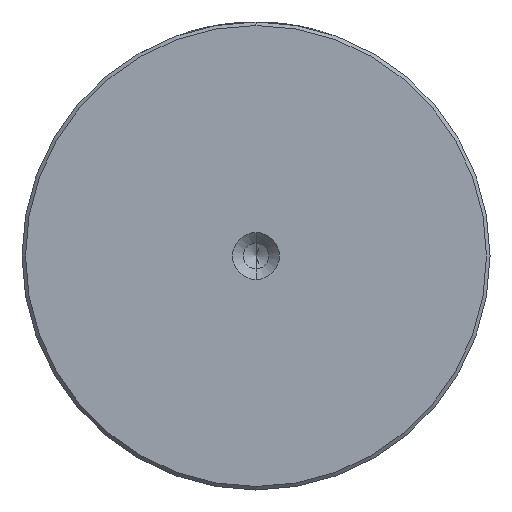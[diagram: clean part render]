
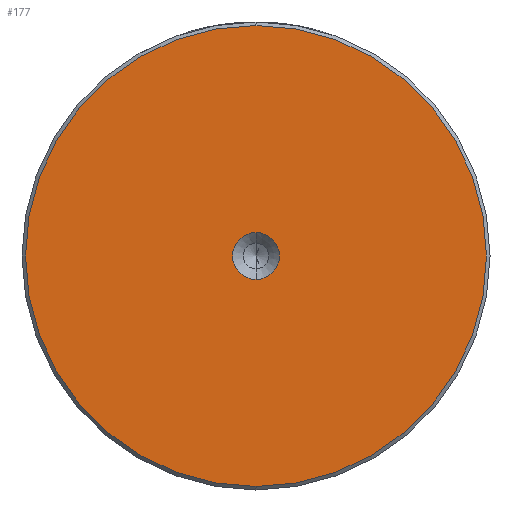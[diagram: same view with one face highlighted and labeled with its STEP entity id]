
A CAD part, left-side view. The second image highlights one B-rep face of the part: STEP entity #177.
In plain terms, the highlighted planar face has unit normal (-1, 0, 0).
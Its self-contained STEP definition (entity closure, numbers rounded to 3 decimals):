
#74 = AXIS2_PLACEMENT_3D ( 'NONE', #2351, #1021, #2579 ) ;
#177 = ADVANCED_FACE ( 'NONE', ( #310, #242 ), #2082, .T. ) ;
#242 = FACE_BOUND ( 'NONE', #2861, .T. ) ;
#269 = VERTEX_POINT ( 'NONE', #2705 ) ;
#310 = FACE_OUTER_BOUND ( 'NONE', #443, .T. ) ;
#338 = VERTEX_POINT ( 'NONE', #1662 ) ;
#388 = CARTESIAN_POINT ( 'NONE',  ( 0., 0., 3.3 ) ) ;
#397 = CIRCLE ( 'NONE', #74, 32.5 ) ;
#443 = EDGE_LOOP ( 'NONE', ( #1034, #1836 ) ) ;
#450 = CARTESIAN_POINT ( 'NONE',  ( 0., 0., 32.5 ) ) ;
#586 = CARTESIAN_POINT ( 'NONE',  ( 0., 0., 0. ) ) ;
#623 = AXIS2_PLACEMENT_3D ( 'NONE', #586, #2160, #814 ) ;
#713 = ORIENTED_EDGE ( 'NONE', *, *, #2564, .F. ) ;
#772 = EDGE_CURVE ( 'NONE', #338, #2089, #2064, .T. ) ;
#812 = DIRECTION ( 'NONE',  ( -1., 0., 0. ) ) ;
#814 = DIRECTION ( 'NONE',  ( 0., 0., 1. ) ) ;
#1021 = DIRECTION ( 'NONE',  ( -1., 0., 0. ) ) ;
#1034 = ORIENTED_EDGE ( 'NONE', *, *, #772, .T. ) ;
#1035 = CARTESIAN_POINT ( 'NONE',  ( 0., 0., 0. ) ) ;
#1192 = AXIS2_PLACEMENT_3D ( 'NONE', #2155, #812, #2379 ) ;
#1261 = DIRECTION ( 'NONE',  ( 0., 0., 1. ) ) ;
#1343 = EDGE_CURVE ( 'NONE', #269, #2698, #2559, .T. ) ;
#1425 = AXIS2_PLACEMENT_3D ( 'NONE', #2090, #1861, #1657 ) ;
#1482 = EDGE_CURVE ( 'NONE', #2089, #338, #397, .T. ) ;
#1657 = DIRECTION ( 'NONE',  ( 0., 0., 1. ) ) ;
#1662 = CARTESIAN_POINT ( 'NONE',  ( 0., 0., -32.5 ) ) ;
#1836 = ORIENTED_EDGE ( 'NONE', *, *, #1482, .T. ) ;
#1861 = DIRECTION ( 'NONE',  ( -1., 0., 0. ) ) ;
#1962 = CIRCLE ( 'NONE', #1192, 3.3 ) ;
#2064 = CIRCLE ( 'NONE', #2467, 32.5 ) ;
#2082 = PLANE ( 'NONE',  #1425 ) ;
#2089 = VERTEX_POINT ( 'NONE', #450 ) ;
#2090 = CARTESIAN_POINT ( 'NONE',  ( 0., 0., 0. ) ) ;
#2155 = CARTESIAN_POINT ( 'NONE',  ( 0., 0., 0. ) ) ;
#2160 = DIRECTION ( 'NONE',  ( -1., 0., 0. ) ) ;
#2327 = ORIENTED_EDGE ( 'NONE', *, *, #1343, .F. ) ;
#2351 = CARTESIAN_POINT ( 'NONE',  ( 0., 0., 0. ) ) ;
#2379 = DIRECTION ( 'NONE',  ( 0., 0., 1. ) ) ;
#2467 = AXIS2_PLACEMENT_3D ( 'NONE', #1035, #2603, #1261 ) ;
#2559 = CIRCLE ( 'NONE', #623, 3.3 ) ;
#2564 = EDGE_CURVE ( 'NONE', #2698, #269, #1962, .T. ) ;
#2579 = DIRECTION ( 'NONE',  ( 0., 0., 1. ) ) ;
#2603 = DIRECTION ( 'NONE',  ( -1., 0., 0. ) ) ;
#2698 = VERTEX_POINT ( 'NONE', #388 ) ;
#2705 = CARTESIAN_POINT ( 'NONE',  ( 0., 0., -3.3 ) ) ;
#2861 = EDGE_LOOP ( 'NONE', ( #713, #2327 ) ) ;
